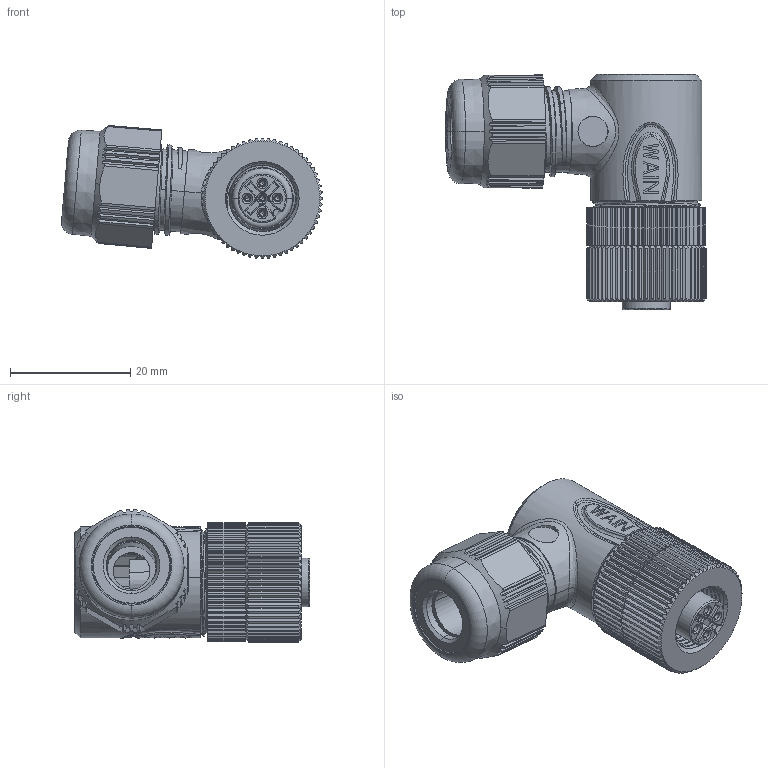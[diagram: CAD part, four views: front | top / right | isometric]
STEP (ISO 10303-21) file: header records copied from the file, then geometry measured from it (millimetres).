
FILE_DESCRIPTION((''),'2;1');
FILE_NAME('M12-F05A-S_SW0001','2017-07-14T',('y.wang'),(''),'PRO/ENGINEER BY PARAMETRIC TECHNOLOGY CORPORATION, 2012480','PRO/ENGINEER BY PARAMETRIC TECHNOLOGY CORPORATION, 2012480','');
FILE_SCHEMA(('CONFIG_CONTROL_DESIGN'));
Products named in the file (1): M12-F05A-S_SW0001
Bounding box: 43.39 x 39.1 x 22.12 mm (x, y, z)
Volume: 10673.9 mm3; surface area: 14373.6 mm2
Topology: 1 solids, 1 shells, 2007 faces, 5549 edges, 3530 vertices
Faces by surface type: plane 721, cylinder 598, cone 335, bspline 209, torus 90, extrusion 52, sphere 2
Entity records: 114179 total; most frequent: CARTESIAN_POINT 66544, ORIENTED_EDGE 11058, DIRECTION 8412, EDGE_CURVE 5529, VERTEX_POINT 3530, AXIS2_PLACEMENT_3D 3129, VECTOR 2154, EDGE_LOOP 2109
